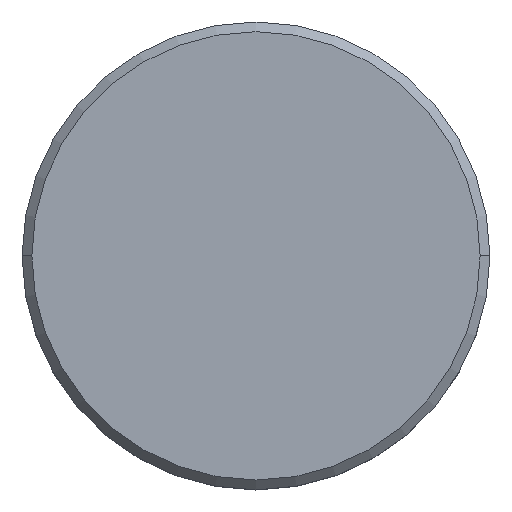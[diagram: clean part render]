
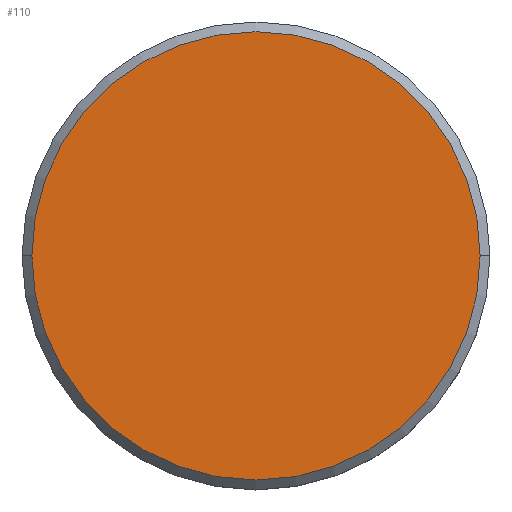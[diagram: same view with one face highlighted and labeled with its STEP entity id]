
A CAD part, top view. The second image highlights one B-rep face of the part: STEP entity #110.
In plain terms, the highlighted planar face has unit normal (0, 0, 1).
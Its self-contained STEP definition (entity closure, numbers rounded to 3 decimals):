
#21 = VERTEX_POINT ( 'NONE', #239 ) ;
#23 = CARTESIAN_POINT ( 'NONE',  ( 0., 0., 0. ) ) ;
#33 = AXIS2_PLACEMENT_3D ( 'NONE', #23, #516, #570 ) ;
#73 = DIRECTION ( 'NONE',  ( 0., 0., 1. ) ) ;
#86 = CARTESIAN_POINT ( 'NONE',  ( -11.5, 0., 0. ) ) ;
#101 = FACE_OUTER_BOUND ( 'NONE', #480, .T. ) ;
#103 = DIRECTION ( 'NONE',  ( 1., 0., 0. ) ) ;
#108 = PLANE ( 'NONE',  #33 ) ;
#110 = ADVANCED_FACE ( 'NONE', ( #101 ), #108, .T. ) ;
#112 = EDGE_CURVE ( 'NONE', #312, #21, #434, .T. ) ;
#140 = AXIS2_PLACEMENT_3D ( 'NONE', #162, #73, #344 ) ;
#160 = CIRCLE ( 'NONE', #140, 11.5 ) ;
#162 = CARTESIAN_POINT ( 'NONE',  ( 0., 0., 0. ) ) ;
#239 = CARTESIAN_POINT ( 'NONE',  ( 11.5, 0., 0. ) ) ;
#293 = DIRECTION ( 'NONE',  ( 0., 0., 1. ) ) ;
#312 = VERTEX_POINT ( 'NONE', #86 ) ;
#344 = DIRECTION ( 'NONE',  ( 1., 0., 0. ) ) ;
#358 = ORIENTED_EDGE ( 'NONE', *, *, #526, .T. ) ;
#361 = AXIS2_PLACEMENT_3D ( 'NONE', #515, #293, #103 ) ;
#368 = ORIENTED_EDGE ( 'NONE', *, *, #112, .T. ) ;
#434 = CIRCLE ( 'NONE', #361, 11.5 ) ;
#480 = EDGE_LOOP ( 'NONE', ( #368, #358 ) ) ;
#515 = CARTESIAN_POINT ( 'NONE',  ( 0., 0., 0. ) ) ;
#516 = DIRECTION ( 'NONE',  ( 0., 0., 1. ) ) ;
#526 = EDGE_CURVE ( 'NONE', #21, #312, #160, .T. ) ;
#570 = DIRECTION ( 'NONE',  ( 1., 0., 0. ) ) ;
